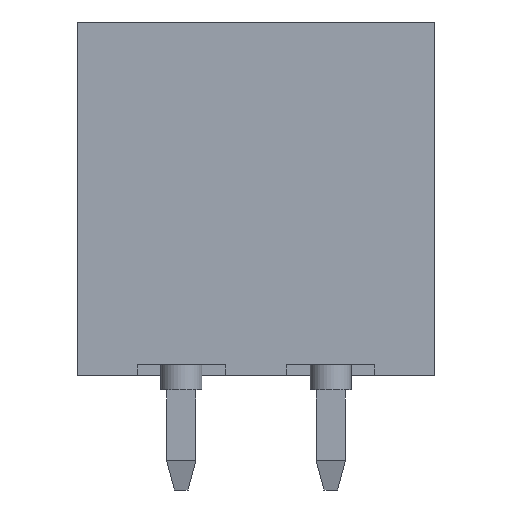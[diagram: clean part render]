
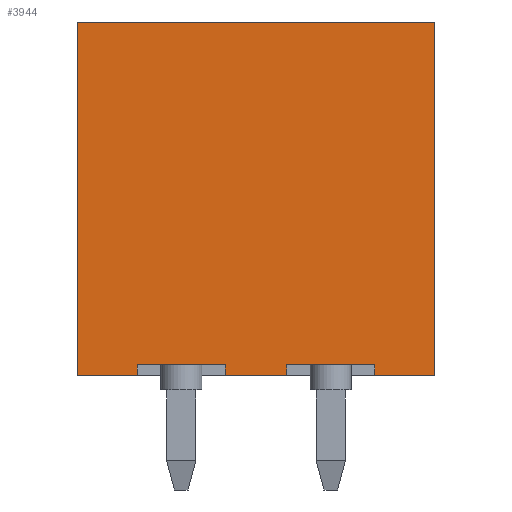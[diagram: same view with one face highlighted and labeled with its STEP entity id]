
A CAD part, front view. The second image highlights one B-rep face of the part: STEP entity #3944.
In plain terms, the highlighted planar face has unit normal (0, -1, 0).
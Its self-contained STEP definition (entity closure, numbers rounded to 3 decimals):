
#1561=CARTESIAN_POINT('',(6.08,-3.835,12.));
#1562=VERTEX_POINT('',#1561);
#1571=CARTESIAN_POINT('',(6.08,-3.835,0.0));
#1572=VERTEX_POINT('',#1571);
#1573=CARTESIAN_POINT('',(6.08,-3.835,0.0));
#1574=DIRECTION('',(0.0,0.0,1.0));
#1575=VECTOR('',#1574,12.);
#1576=LINE('',#1573,#1575);
#1577=EDGE_CURVE('',#1572,#1562,#1576,.T.);
#1843=CARTESIAN_POINT('',(-6.08,-3.835,12.));
#1844=VERTEX_POINT('',#1843);
#1845=CARTESIAN_POINT('',(6.08,-3.835,12.));
#1846=DIRECTION('',(-1.0,0.0,0.0));
#1847=VECTOR('',#1846,12.16);
#1848=LINE('',#1845,#1847);
#1849=EDGE_CURVE('',#1562,#1844,#1848,.T.);
#2489=CARTESIAN_POINT('',(-4.04,-3.835,0.35));
#2490=VERTEX_POINT('',#2489);
#2497=CARTESIAN_POINT('',(-4.04,-3.835,0.0));
#2498=VERTEX_POINT('',#2497);
#2499=CARTESIAN_POINT('',(-4.04,-3.835,0.35));
#2500=DIRECTION('',(0.0,0.0,-1.0));
#2501=VECTOR('',#2500,0.35);
#2502=LINE('',#2499,#2501);
#2503=EDGE_CURVE('',#2490,#2498,#2502,.T.);
#2519=CARTESIAN_POINT('',(1.04,-3.835,0.35));
#2520=VERTEX_POINT('',#2519);
#2529=CARTESIAN_POINT('',(1.04,-3.835,0.0));
#2530=VERTEX_POINT('',#2529);
#2531=CARTESIAN_POINT('',(1.04,-3.835,0.35));
#2532=DIRECTION('',(0.0,0.0,-1.0));
#2533=VECTOR('',#2532,0.35);
#2534=LINE('',#2531,#2533);
#2535=EDGE_CURVE('',#2520,#2530,#2534,.T.);
#3626=CARTESIAN_POINT('',(4.04,-3.835,0.0));
#3627=VERTEX_POINT('',#3626);
#3634=CARTESIAN_POINT('',(4.04,-3.835,0.35));
#3635=VERTEX_POINT('',#3634);
#3636=CARTESIAN_POINT('',(4.04,-3.835,0.35));
#3637=DIRECTION('',(0.0,0.0,-1.0));
#3638=VECTOR('',#3637,0.35);
#3639=LINE('',#3636,#3638);
#3640=EDGE_CURVE('',#3635,#3627,#3639,.T.);
#3680=CARTESIAN_POINT('',(-1.04,-3.835,0.0));
#3681=VERTEX_POINT('',#3680);
#3688=CARTESIAN_POINT('',(-1.04,-3.835,0.35));
#3689=VERTEX_POINT('',#3688);
#3690=CARTESIAN_POINT('',(-1.04,-3.835,0.35));
#3691=DIRECTION('',(0.0,0.0,-1.0));
#3692=VECTOR('',#3691,0.35);
#3693=LINE('',#3690,#3692);
#3694=EDGE_CURVE('',#3689,#3681,#3693,.T.);
#3875=CARTESIAN_POINT('',(-1.04,-3.835,0.0));
#3876=DIRECTION('',(1.0,0.0,0.0));
#3877=VECTOR('',#3876,2.08);
#3878=LINE('',#3875,#3877);
#3879=EDGE_CURVE('',#3681,#2530,#3878,.T.);
#3884=CARTESIAN_POINT('',(-6.08,-3.835,0.0));
#3885=VERTEX_POINT('',#3884);
#3886=CARTESIAN_POINT('',(-6.08,-3.835,0.0));
#3887=DIRECTION('',(1.0,0.0,0.0));
#3888=VECTOR('',#3887,2.04);
#3889=LINE('',#3886,#3888);
#3890=EDGE_CURVE('',#3885,#2498,#3889,.T.);
#3900=CARTESIAN_POINT('',(6.08,-3.835,0.0));
#3901=DIRECTION('',(-1.0,0.0,0.0));
#3902=VECTOR('',#3901,2.04);
#3903=LINE('',#3900,#3902);
#3904=EDGE_CURVE('',#1572,#3627,#3903,.T.);
#3910=CARTESIAN_POINT('',(-6.688,-3.835,12.6));
#3911=DIRECTION('',(0.0,-1.0,0.0));
#3912=DIRECTION('',(1.0,0.0,0.0));
#3913=AXIS2_PLACEMENT_3D('',#3910,#3911,#3912);
#3914=PLANE('',#3913);
#3915=CARTESIAN_POINT('',(-1.04,-3.835,0.35));
#3916=DIRECTION('',(-1.0,0.0,0.0));
#3917=VECTOR('',#3916,3.0);
#3918=LINE('',#3915,#3917);
#3919=EDGE_CURVE('',#3689,#2490,#3918,.T.);
#3920=ORIENTED_EDGE('',*,*,#3919,.F.);
#3921=ORIENTED_EDGE('',*,*,#3694,.T.);
#3922=ORIENTED_EDGE('',*,*,#3879,.T.);
#3923=ORIENTED_EDGE('',*,*,#2535,.F.);
#3924=CARTESIAN_POINT('',(4.04,-3.835,0.35));
#3925=DIRECTION('',(-1.0,0.0,0.0));
#3926=VECTOR('',#3925,3.0);
#3927=LINE('',#3924,#3926);
#3928=EDGE_CURVE('',#3635,#2520,#3927,.T.);
#3929=ORIENTED_EDGE('',*,*,#3928,.F.);
#3930=ORIENTED_EDGE('',*,*,#3640,.T.);
#3931=ORIENTED_EDGE('',*,*,#3904,.F.);
#3932=ORIENTED_EDGE('',*,*,#1577,.T.);
#3933=ORIENTED_EDGE('',*,*,#1849,.T.);
#3934=CARTESIAN_POINT('',(-6.08,-3.835,0.0));
#3935=DIRECTION('',(0.0,0.0,1.0));
#3936=VECTOR('',#3935,12.);
#3937=LINE('',#3934,#3936);
#3938=EDGE_CURVE('',#3885,#1844,#3937,.T.);
#3939=ORIENTED_EDGE('',*,*,#3938,.F.);
#3940=ORIENTED_EDGE('',*,*,#3890,.T.);
#3941=ORIENTED_EDGE('',*,*,#2503,.F.);
#3942=EDGE_LOOP('',(#3920,#3921,#3922,#3923,#3929,#3930,#3931,#3932,#3933,#3939,#3940,#3941));
#3943=FACE_OUTER_BOUND('',#3942,.T.);
#3944=ADVANCED_FACE('',(#3943),#3914,.T.);
